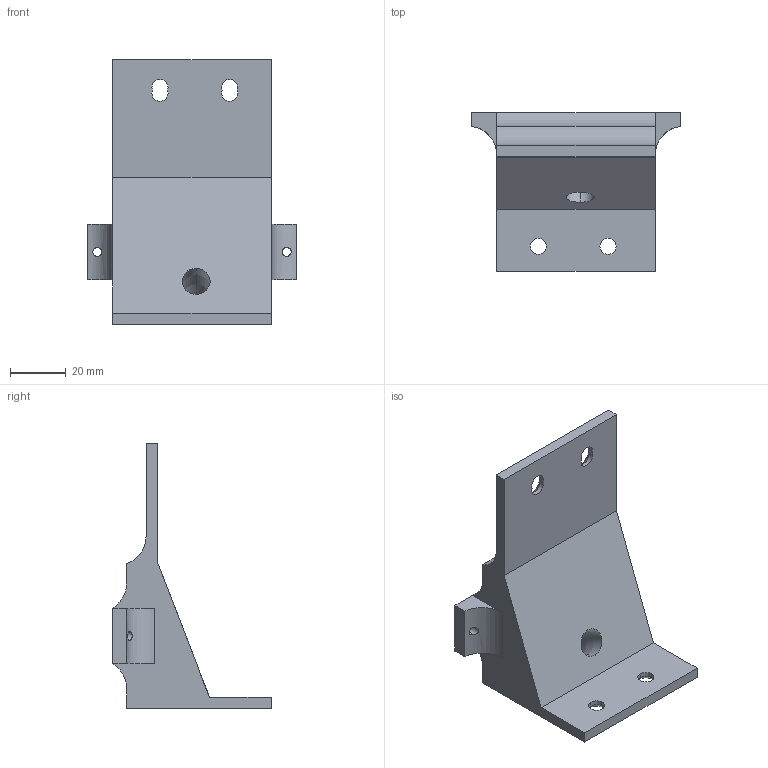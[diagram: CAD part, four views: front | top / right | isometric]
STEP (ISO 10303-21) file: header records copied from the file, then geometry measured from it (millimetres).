
FILE_DESCRIPTION (( 'STEP AP214' ), '1' );
FILE_NAME ('SOPORTE GPS_dcha.STEP', '2024-02-19T21:29:09', ( '' ), ( '' ), 'SwSTEP 2.0', 'SolidWorks 2024', '' );
FILE_SCHEMA (( 'AUTOMOTIVE_DESIGN' ));
Length unit declared in the file: millimetre
Products named in the file (1): SOPORTE GPS_dcha_Predeterminado
Bounding box: 75 x 57 x 95 mm (x, y, z)
Volume: 85883 mm3; surface area: 20343.4 mm2
Topology: 1 solids, 1 shells, 49 faces, 127 edges, 80 vertices
Faces by surface type: cylinder 19, plane 18, cone 10, torus 2
Entity records: 1780 total; most frequent: CARTESIAN_POINT 515, DIRECTION 261, ORIENTED_EDGE 254, EDGE_CURVE 127, AXIS2_PLACEMENT_3D 96, VERTEX_POINT 80, LINE 69, VECTOR 69
